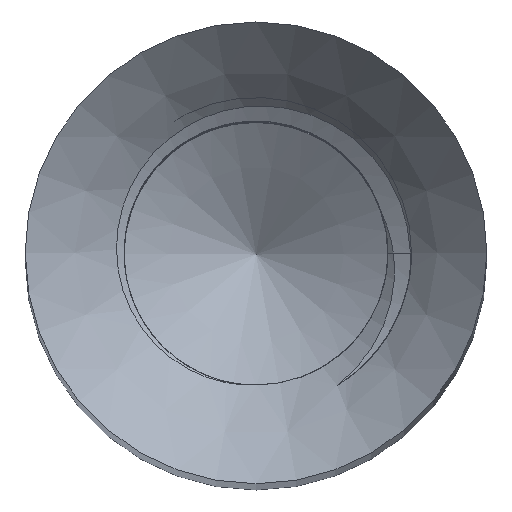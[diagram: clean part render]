
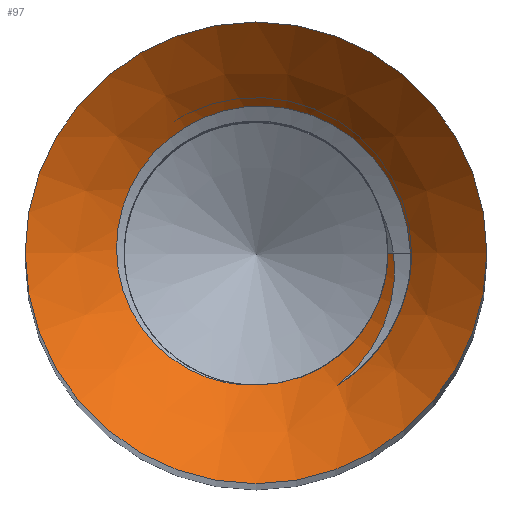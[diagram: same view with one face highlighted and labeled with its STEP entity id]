
A CAD part, top view. The second image highlights one B-rep face of the part: STEP entity #97.
In plain terms, the highlighted conical face has half-angle 45 degrees and reference radius 6.7 mm.
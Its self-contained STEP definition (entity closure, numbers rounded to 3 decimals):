
#53 = VERTEX_POINT('',#54);
#54 = CARTESIAN_POINT('',(4.9,0.,78.2));
#60 = EDGE_CURVE('',#53,#53,#61,.T.);
#61 = CIRCLE('',#62,4.9);
#62 = AXIS2_PLACEMENT_3D('',#63,#64,#65);
#63 = CARTESIAN_POINT('',(0.,0.,78.2));
#64 = DIRECTION('',(0.,0.,-1.));
#65 = DIRECTION('',(0.,1.,0.));
#97 = ADVANCED_FACE('',(#98),#218,.F.);
#98 = FACE_BOUND('',#99,.T.);
#99 = EDGE_LOOP('',(#100,#101,#109,#119,#138,#155,#163,#172,#217));
#100 = ORIENTED_EDGE('',*,*,#60,.F.);
#101 = ORIENTED_EDGE('',*,*,#102,.T.);
#102 = EDGE_CURVE('',#53,#103,#105,.T.);
#103 = VERTEX_POINT('',#104);
#104 = CARTESIAN_POINT('',(3.276,0.,
    76.576));
#105 = LINE('',#106,#107);
#106 = CARTESIAN_POINT('',(6.7,0.,80.));
#107 = VECTOR('',#108,1.);
#108 = DIRECTION('',(-0.707,0.,-0.707));
#109 = ORIENTED_EDGE('',*,*,#110,.T.);
#110 = EDGE_CURVE('',#103,#111,#113,.T.);
#111 = VERTEX_POINT('',#112);
#112 = CARTESIAN_POINT('',(3.209,-0.771,76.6
    ));
#113 = B_SPLINE_CURVE_WITH_KNOTS('',4,(#114,#115,#116,#117,#118),
  .UNSPECIFIED.,.F.,.F.,(5,5),(0.,1.),.PIECEWISE_BEZIER_KNOTS.);
#114 = CARTESIAN_POINT('',(3.276,0.,
    76.576));
#115 = CARTESIAN_POINT('',(3.282,-0.194,76.582
    ));
#116 = CARTESIAN_POINT('',(3.273,-0.388,76.588)
  );
#117 = CARTESIAN_POINT('',(3.248,-0.581,
    76.594));
#118 = CARTESIAN_POINT('',(3.209,-0.771,
    76.6));
#119 = ORIENTED_EDGE('',*,*,#120,.T.);
#120 = EDGE_CURVE('',#111,#121,#123,.T.);
#121 = VERTEX_POINT('',#122);
#122 = CARTESIAN_POINT('',(1.724,-2.814,76.6
    ));
#123 = B_SPLINE_CURVE_WITH_KNOTS('',5,(#124,#125,#126,#127,#128,#129,
    #130,#131,#132,#133,#134,#135,#136,#137),.UNSPECIFIED.,.F.,.F.,(6,4,
    4,6),(0.,0.201,0.6,1.),.UNSPECIFIED.);
#124 = CARTESIAN_POINT('',(3.209,-0.771,76.6
    ));
#125 = CARTESIAN_POINT('',(3.184,-0.872,
    76.6));
#126 = CARTESIAN_POINT('',(3.156,-0.972,76.6
    ));
#127 = CARTESIAN_POINT('',(3.124,-1.072,76.6
    ));
#128 = CARTESIAN_POINT('',(3.088,-1.169,
    76.6));
#129 = CARTESIAN_POINT('',(2.968,-1.457,
    76.6));
#130 = CARTESIAN_POINT('',(2.874,-1.641,
    76.6));
#131 = CARTESIAN_POINT('',(2.766,-1.818,
    76.6));
#132 = CARTESIAN_POINT('',(2.644,-1.986,
    76.6));
#133 = CARTESIAN_POINT('',(2.375,-2.301,
    76.6));
#134 = CARTESIAN_POINT('',(2.227,-2.448,
    76.6));
#135 = CARTESIAN_POINT('',(2.069,-2.583,
    76.6));
#136 = CARTESIAN_POINT('',(1.901,-2.705,
    76.6));
#137 = CARTESIAN_POINT('',(1.724,-2.814,76.6
    ));
#138 = ORIENTED_EDGE('',*,*,#139,.T.);
#139 = EDGE_CURVE('',#121,#140,#142,.T.);
#140 = VERTEX_POINT('',#141);
#141 = CARTESIAN_POINT('',(2.916,0.,
    76.216));
#142 = B_SPLINE_CURVE_WITH_KNOTS('',6,(#143,#144,#145,#146,#147,#148,
    #149,#150,#151,#152,#153,#154),.UNSPECIFIED.,.F.,.F.,(7,5,7),(0.,
    0.523,1.),.UNSPECIFIED.);
#143 = CARTESIAN_POINT('',(1.724,-2.814,76.6
    ));
#144 = CARTESIAN_POINT('',(1.946,-2.64,
    76.568));
#145 = CARTESIAN_POINT('',(2.15,-2.444,
    76.536));
#146 = CARTESIAN_POINT('',(2.332,-2.227,
    76.503));
#147 = CARTESIAN_POINT('',(2.49,-1.993,
    76.47));
#148 = CARTESIAN_POINT('',(2.622,-1.745,76.437
    ));
#149 = CARTESIAN_POINT('',(2.819,-1.25,76.373
    ));
#150 = CARTESIAN_POINT('',(2.889,-1.005,
    76.342));
#151 = CARTESIAN_POINT('',(2.934,-0.754,
    76.311));
#152 = CARTESIAN_POINT('',(2.954,-0.501,
    76.279));
#153 = CARTESIAN_POINT('',(2.948,-0.249,
    76.248));
#154 = CARTESIAN_POINT('',(2.916,0.,
    76.216));
#155 = ORIENTED_EDGE('',*,*,#156,.T.);
#156 = EDGE_CURVE('',#140,#157,#159,.T.);
#157 = VERTEX_POINT('',#158);
#158 = CARTESIAN_POINT('',(2.8,0.,76.1));
#159 = LINE('',#160,#161);
#160 = CARTESIAN_POINT('',(6.7,0.,80.));
#161 = VECTOR('',#162,1.);
#162 = DIRECTION('',(-0.707,0.,-0.707));
#163 = ORIENTED_EDGE('',*,*,#164,.F.);
#164 = EDGE_CURVE('',#165,#157,#167,.T.);
#165 = VERTEX_POINT('',#166);
#166 = CARTESIAN_POINT('',(0.021,-2.8,76.1));
#167 = CIRCLE('',#168,2.8);
#168 = AXIS2_PLACEMENT_3D('',#169,#170,#171);
#169 = CARTESIAN_POINT('',(0.,0.,76.1));
#170 = DIRECTION('',(0.,0.,1.));
#171 = DIRECTION('',(1.,0.,0.));
#172 = ORIENTED_EDGE('',*,*,#173,.F.);
#173 = EDGE_CURVE('',#103,#165,#174,.T.);
#174 = B_SPLINE_CURVE_WITH_KNOTS('',6,(#175,#176,#177,#178,#179,#180,
    #181,#182,#183,#184,#185,#186,#187,#188,#189,#190,#191,#192,#193,
    #194,#195,#196,#197,#198,#199,#200,#201,#202,#203,#204,#205,#206,
    #207,#208,#209,#210,#211,#212,#213,#214,#215,#216),.UNSPECIFIED.,.F.
  ,.F.,(7,5,5,5,5,5,5,5,7),(0.,0.138,0.273,
    0.403,0.529,0.651,0.77,
    0.885,1.),.UNSPECIFIED.);
#175 = CARTESIAN_POINT('',(3.276,0.,
    76.576));
#176 = CARTESIAN_POINT('',(3.266,0.334,76.566
    ));
#177 = CARTESIAN_POINT('',(3.215,0.667,76.556
    ));
#178 = CARTESIAN_POINT('',(3.123,0.992,76.545
    ));
#179 = CARTESIAN_POINT('',(2.991,1.303,76.535
    ));
#180 = CARTESIAN_POINT('',(2.823,1.594,76.524)
  );
#181 = CARTESIAN_POINT('',(2.425,2.118,76.504
    ));
#182 = CARTESIAN_POINT('',(2.198,2.354,76.494
    ));
#183 = CARTESIAN_POINT('',(1.942,2.56,76.483
    ));
#184 = CARTESIAN_POINT('',(1.663,2.733,76.473
    ));
#185 = CARTESIAN_POINT('',(1.367,2.87,76.463
    ));
#186 = CARTESIAN_POINT('',(0.76,3.065,76.442
    ));
#187 = CARTESIAN_POINT('',(0.45,3.125,76.432
    ));
#188 = CARTESIAN_POINT('',(0.135,3.148,76.422
    ));
#189 = CARTESIAN_POINT('',(-0.181,3.132,
    76.412));
#190 = CARTESIAN_POINT('',(-0.491,3.079,
    76.402));
#191 = CARTESIAN_POINT('',(-1.079,2.902,
    76.382));
#192 = CARTESIAN_POINT('',(-1.358,2.782,
    76.372));
#193 = CARTESIAN_POINT('',(-1.621,2.629,76.362
    ));
#194 = CARTESIAN_POINT('',(-1.865,2.446,
    76.352));
#195 = CARTESIAN_POINT('',(-2.084,2.237,
    76.342));
#196 = CARTESIAN_POINT('',(-2.461,1.778,
    76.322));
#197 = CARTESIAN_POINT('',(-2.622,1.53,
    76.313));
#198 = CARTESIAN_POINT('',(-2.752,1.265,
    76.303));
#199 = CARTESIAN_POINT('',(-2.85,0.986,76.293
    ));
#200 = CARTESIAN_POINT('',(-2.915,0.698,76.283)
  );
#201 = CARTESIAN_POINT('',(-2.974,0.127,
    76.264));
#202 = CARTESIAN_POINT('',(-2.971,-0.157,
    76.254));
#203 = CARTESIAN_POINT('',(-2.936,-0.44,
    76.244));
#204 = CARTESIAN_POINT('',(-2.868,-0.716,
    76.235));
#205 = CARTESIAN_POINT('',(-2.77,-0.982,
    76.225));
#206 = CARTESIAN_POINT('',(-2.517,-1.477,
    76.206));
#207 = CARTESIAN_POINT('',(-2.365,-1.707,76.196
    ));
#208 = CARTESIAN_POINT('',(-2.188,-1.919,
    76.187));
#209 = CARTESIAN_POINT('',(-1.988,-2.109,
    76.177));
#210 = CARTESIAN_POINT('',(-1.768,-2.274,
    76.167));
#211 = CARTESIAN_POINT('',(-1.298,-2.55,
    76.148));
#212 = CARTESIAN_POINT('',(-1.049,-2.66,
    76.139));
#213 = CARTESIAN_POINT('',(-0.788,-2.741,
    76.129));
#214 = CARTESIAN_POINT('',(-0.52,-2.792,
    76.119));
#215 = CARTESIAN_POINT('',(-0.249,-2.812,
    76.11));
#216 = CARTESIAN_POINT('',(0.021,-2.8,76.1));
#217 = ORIENTED_EDGE('',*,*,#102,.F.);
#218 = CONICAL_SURFACE('',#219,6.7,0.785);
#219 = AXIS2_PLACEMENT_3D('',#220,#221,#222);
#220 = CARTESIAN_POINT('',(0.,0.,80.));
#221 = DIRECTION('',(0.,0.,1.));
#222 = DIRECTION('',(1.,0.,0.));
